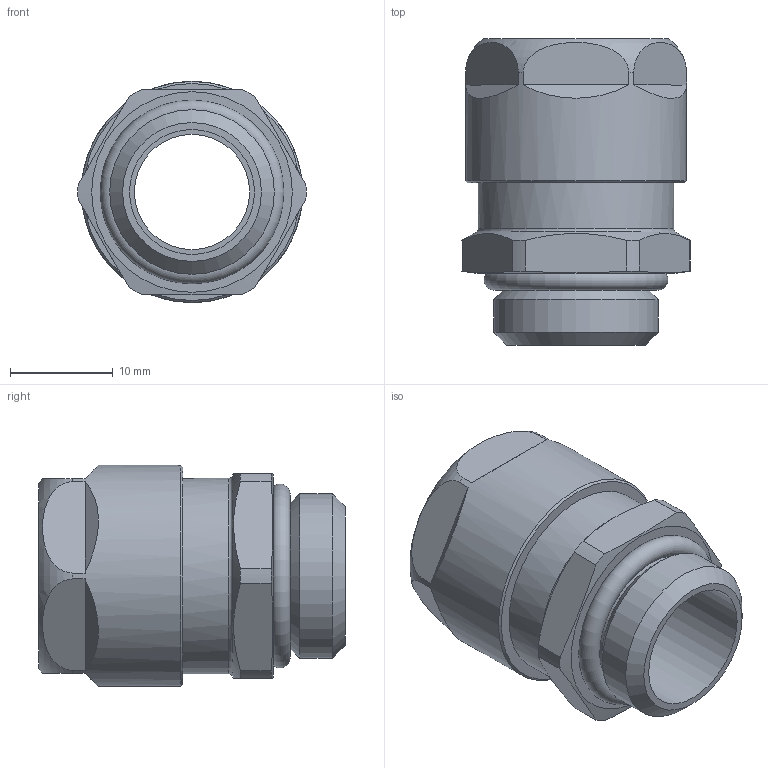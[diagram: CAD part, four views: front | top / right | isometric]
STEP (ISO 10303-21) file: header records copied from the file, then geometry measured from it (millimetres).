
FILE_DESCRIPTION(/* description */ ('STEP AP214'),/* implementation_level */ '2;1');
FILE_NAME(/* name */ '1752160051.stp',/* time_stamp */ '2022-06-08T10:29:01+02:00',/* author */ ('sl'),/* organization */ (''),/* preprocessor_version */ 'ST-DEVELOPER v16.5',/* originating_system */ 'Autodesk Inventor 2017',/* authorisation */ '');
FILE_SCHEMA (('AUTOMOTIVE_DESIGN { 1 0 10303 214 3 1 1 }'));
Length unit declared in the file: millimetre
Products named in the file (1): 1752160051
Bounding box: 22.19 x 29.8 x 21.5 mm (x, y, z)
Volume: 5739 mm3; surface area: 3513.1 mm2
Topology: 1 solids, 1 shells, 44 faces, 112 edges, 73 vertices
Faces by surface type: plane 23, cylinder 12, cone 5, torus 4
Full cylindrical faces by diameter (mm): 11.2 x1, 12.15 x1, 13.93 x1, 16 x1, 19 x1, 21.5 x1
Entity records: 1382 total; most frequent: CARTESIAN_POINT 333, DIRECTION 204, ORIENTED_EDGE 180, EDGE_CURVE 90, AXIS2_PLACEMENT_3D 87, VERTEX_POINT 66, EDGE_LOOP 64, FACE_OUTER_BOUND 44
